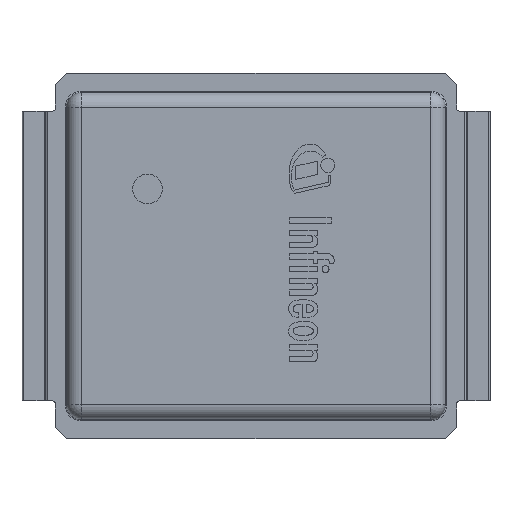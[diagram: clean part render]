
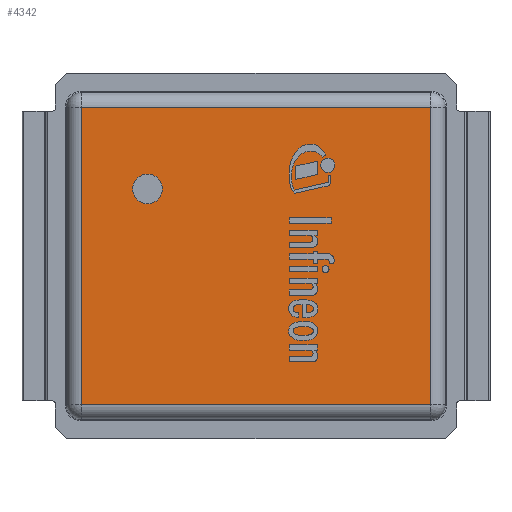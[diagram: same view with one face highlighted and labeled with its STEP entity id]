
A CAD part, top view. The second image highlights one B-rep face of the part: STEP entity #4342.
In plain terms, the highlighted planar face has unit normal (0, 0, 1).
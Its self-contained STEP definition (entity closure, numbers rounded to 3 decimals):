
#238=FACE_BOUND('',#759,.T.);
#275=PLANE('',#4730);
#480=FACE_OUTER_BOUND('',#758,.T.);
#758=EDGE_LOOP('',(#3288,#3289,#3290,#3291));
#759=EDGE_LOOP('',(#3292));
#1149=LINE('',#6443,#1466);
#1150=LINE('',#6449,#1467);
#1153=LINE('',#6459,#1470);
#1156=LINE('',#6470,#1473);
#1466=VECTOR('',#5378,1.);
#1467=VECTOR('',#5387,1.);
#1470=VECTOR('',#5400,1.);
#1473=VECTOR('',#5417,1.);
#1696=CIRCLE('',#4617,0.2);
#1834=VERTEX_POINT('',#6184);
#1912=VERTEX_POINT('',#6436);
#1913=VERTEX_POINT('',#6442);
#1914=VERTEX_POINT('',#6448);
#1916=VERTEX_POINT('',#6458);
#2283=EDGE_CURVE('',#1834,#1834,#1696,.T.);
#2412=EDGE_CURVE('',#1912,#1913,#1149,.T.);
#2415=EDGE_CURVE('',#1913,#1914,#1150,.T.);
#2420=EDGE_CURVE('',#1914,#1916,#1153,.T.);
#2426=EDGE_CURVE('',#1916,#1912,#1156,.T.);
#3288=ORIENTED_EDGE('',*,*,#2420,.F.);
#3289=ORIENTED_EDGE('',*,*,#2415,.F.);
#3290=ORIENTED_EDGE('',*,*,#2412,.F.);
#3291=ORIENTED_EDGE('',*,*,#2426,.F.);
#3292=ORIENTED_EDGE('',*,*,#2283,.T.);
#4342=ADVANCED_FACE('',(#480,#238),#275,.T.);
#4617=AXIS2_PLACEMENT_3D('',#6185,#5102,#5103);
#4730=AXIS2_PLACEMENT_3D('',#6471,#5418,#5419);
#5102=DIRECTION('center_axis',(0.,0.,-1.));
#5103=DIRECTION('ref_axis',(0.,-1.,0.));
#5378=DIRECTION('',(-1.,0.,0.));
#5387=DIRECTION('',(0.,1.,0.));
#5400=DIRECTION('',(1.,0.,0.));
#5417=DIRECTION('',(0.,-1.,0.));
#5418=DIRECTION('center_axis',(0.,0.,1.));
#5419=DIRECTION('ref_axis',(0.,1.,0.));
#6184=CARTESIAN_POINT('',(-1.46,1.103,0.7));
#6185=CARTESIAN_POINT('Origin',(-1.46,0.903,0.7));
#6436=CARTESIAN_POINT('',(2.35,-2.,0.7));
#6442=CARTESIAN_POINT('',(-2.35,-2.,0.7));
#6443=CARTESIAN_POINT('',(-1.275,-2.,0.7));
#6448=CARTESIAN_POINT('',(-2.35,2.,0.7));
#6449=CARTESIAN_POINT('',(-2.35,1.1,0.7));
#6458=CARTESIAN_POINT('',(2.35,2.,0.7));
#6459=CARTESIAN_POINT('',(1.275,2.,0.7));
#6470=CARTESIAN_POINT('',(2.35,-1.1,0.7));
#6471=CARTESIAN_POINT('Origin',(0.,0.,
0.7));
